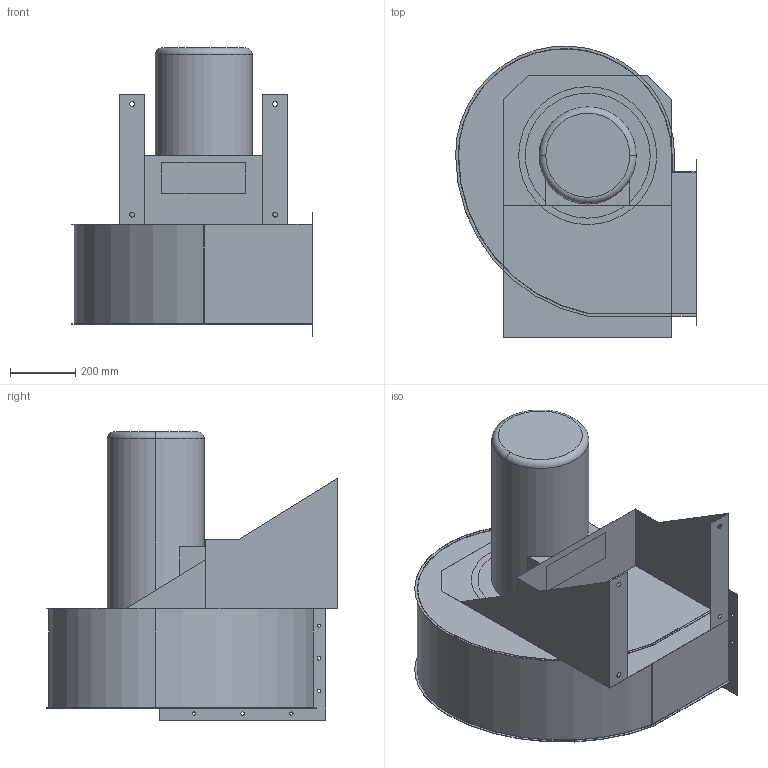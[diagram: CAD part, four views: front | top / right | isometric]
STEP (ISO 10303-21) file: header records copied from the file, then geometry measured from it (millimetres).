
FILE_DESCRIPTION (( 'STEP AP203' ), '1' );
FILE_NAME ('AL_ATX_450.STEP', '2023-01-11T14:37:19', ( '' ), ( '' ), 'SwSTEP 2.0', 'SolidWorks 2022', '' );
FILE_SCHEMA (( 'CONFIG_CONTROL_DESIGN' ));
Length unit declared in the file: millimetre
Products named in the file (1): AL_ATX_450
Bounding box: 740 x 896.63 x 885.2 mm (x, y, z)
Volume: 47185031.4 mm3; surface area: 6168885.4 mm2
Topology: 4 solids, 4 shells, 143 faces, 384 edges, 254 vertices
Faces by surface type: cylinder 74, plane 63, torus 6
Entity records: 4715 total; most frequent: DIRECTION 834, CARTESIAN_POINT 782, ORIENTED_EDGE 768, EDGE_CURVE 384, AXIS2_PLACEMENT_3D 306, VERTEX_POINT 254, LINE 222, VECTOR 222
